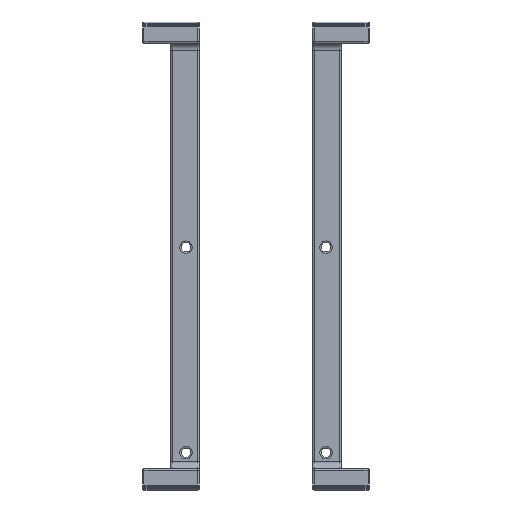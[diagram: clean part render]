
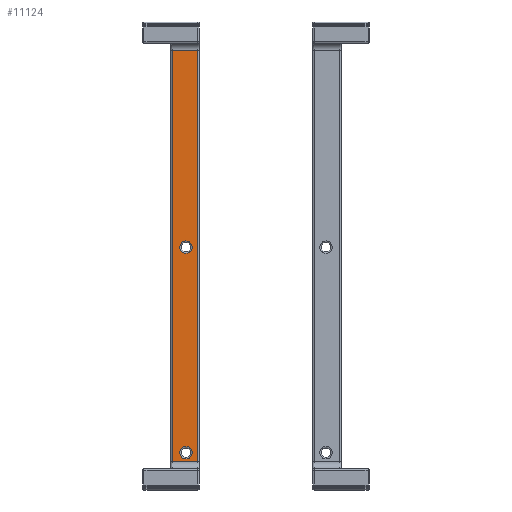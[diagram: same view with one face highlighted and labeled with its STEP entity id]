
A CAD part, front view. The second image highlights one B-rep face of the part: STEP entity #11124.
In plain terms, the highlighted planar face has unit normal (0, -1, 0).
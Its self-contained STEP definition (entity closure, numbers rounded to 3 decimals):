
#391=CIRCLE('',#11683,1.75);
#395=CIRCLE('',#11688,1.75);
#747=FACE_BOUND('',#2275,.T.);
#748=FACE_BOUND('',#2276,.T.);
#1583=FACE_OUTER_BOUND('',#2274,.T.);
#2274=EDGE_LOOP('',(#8798,#8799,#8800,#8801));
#2275=EDGE_LOOP('',(#8802));
#2276=EDGE_LOOP('',(#8803));
#3112=LINE('',#19960,#4014);
#3113=LINE('',#19962,#4015);
#3114=LINE('',#19964,#4016);
#3115=LINE('',#19965,#4017);
#4014=VECTOR('',#13206,10.);
#4015=VECTOR('',#13207,10.);
#4016=VECTOR('',#13208,10.);
#4017=VECTOR('',#13209,10.);
#5052=VERTEX_POINT('',#19950);
#5055=VERTEX_POINT('',#19958);
#5056=VERTEX_POINT('',#19959);
#5057=VERTEX_POINT('',#19961);
#5058=VERTEX_POINT('',#19963);
#5059=VERTEX_POINT('',#19966);
#6364=EDGE_CURVE('',#5052,#5052,#391,.T.);
#6368=EDGE_CURVE('',#5055,#5056,#3112,.T.);
#6369=EDGE_CURVE('',#5057,#5055,#3113,.T.);
#6370=EDGE_CURVE('',#5058,#5057,#3114,.T.);
#6371=EDGE_CURVE('',#5056,#5058,#3115,.T.);
#6372=EDGE_CURVE('',#5059,#5059,#395,.T.);
#8798=ORIENTED_EDGE('',*,*,#6368,.F.);
#8799=ORIENTED_EDGE('',*,*,#6369,.F.);
#8800=ORIENTED_EDGE('',*,*,#6370,.F.);
#8801=ORIENTED_EDGE('',*,*,#6371,.F.);
#8802=ORIENTED_EDGE('',*,*,#6372,.F.);
#8803=ORIENTED_EDGE('',*,*,#6364,.F.);
#10718=PLANE('',#11687);
#11124=ADVANCED_FACE('',(#1583,#747,#748),#10718,.T.);
#11683=AXIS2_PLACEMENT_3D('',#19951,#13196,#13197);
#11687=AXIS2_PLACEMENT_3D('',#19957,#13204,#13205);
#11688=AXIS2_PLACEMENT_3D('',#19967,#13210,#13211);
#13196=DIRECTION('center_axis',(0.,-1.,0.));
#13197=DIRECTION('ref_axis',(0.,0.,1.));
#13204=DIRECTION('center_axis',(0.,-1.,0.));
#13205=DIRECTION('ref_axis',(0.,0.,-1.));
#13206=DIRECTION('',(0.,0.,-1.));
#13207=DIRECTION('',(1.,0.,0.));
#13208=DIRECTION('',(0.,0.,1.));
#13209=DIRECTION('',(-1.,0.,0.));
#13210=DIRECTION('center_axis',(0.,-1.,0.));
#13211=DIRECTION('ref_axis',(0.,0.,1.));
#19950=CARTESIAN_POINT('',(4.25,-10.6,-57.25));
#19951=CARTESIAN_POINT('Origin',(4.25,-10.6,-55.5));
#19957=CARTESIAN_POINT('Origin',(0.,-10.6,60.));
#19958=CARTESIAN_POINT('',(7.6,-10.6,58.));
#19959=CARTESIAN_POINT('',(7.6,-10.6,-58.));
#19960=CARTESIAN_POINT('',(7.6,-10.6,30.));
#19961=CARTESIAN_POINT('',(0.4,-10.6,58.));
#19962=CARTESIAN_POINT('',(0.,-10.6,58.));
#19963=CARTESIAN_POINT('',(0.4,-10.6,-58.));
#19964=CARTESIAN_POINT('',(0.4,-10.6,30.));
#19965=CARTESIAN_POINT('',(0.,-10.6,-58.));
#19966=CARTESIAN_POINT('',(4.25,-10.6,0.75));
#19967=CARTESIAN_POINT('Origin',(4.25,-10.6,2.5));
